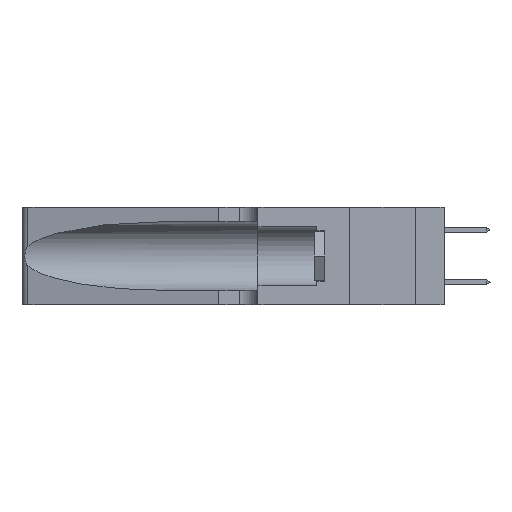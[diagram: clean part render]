
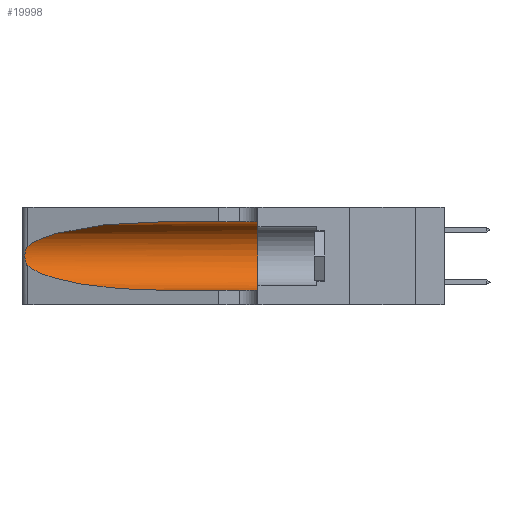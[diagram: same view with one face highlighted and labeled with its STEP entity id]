
A CAD part, left-side view. The second image highlights one B-rep face of the part: STEP entity #19998.
In plain terms, the highlighted cylindrical face has radius 3.308 mm (diameter 6.617 mm), a partial arc.
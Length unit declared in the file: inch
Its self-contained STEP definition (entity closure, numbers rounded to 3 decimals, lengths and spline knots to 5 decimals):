
#478 = DIRECTION ( 'NONE',  ( 0., -1., 0. ) ) ;
#754 = CIRCLE ( 'NONE', #16186, 0.13025 ) ;
#1148 = EDGE_CURVE ( 'NONE', #1323, #7022, #22356, .T. ) ;
#1290 = LINE ( 'NONE', #5265, #21120 ) ;
#1323 = VERTEX_POINT ( 'NONE', #2506 ) ;
#1948 = CARTESIAN_POINT ( 'NONE',  ( 0.25487, 1.22718, 0.14631 ) ) ;
#2506 = CARTESIAN_POINT ( 'NONE',  ( 0.25487, 1.22718, 0.22369 ) ) ;
#4305 = ORIENTED_EDGE ( 'NONE', *, *, #31790, .T. ) ;
#4495 = VERTEX_POINT ( 'NONE', #9335 ) ;
#5265 = CARTESIAN_POINT ( 'NONE',  ( 0.1305, 1.61858, 0.31525 ) ) ;
#5806 =( BOUNDED_CURVE ( )  B_SPLINE_CURVE ( 3, ( #23522, #10645, #28673, #13250 ),
 .UNSPECIFIED., .F., .T. ) 
 B_SPLINE_CURVE_WITH_KNOTS ( ( 4, 4 ),
 ( 3.44316, 4.71239 ),
 .UNSPECIFIED. ) 
 CURVE ( )  GEOMETRIC_REPRESENTATION_ITEM ( )  RATIONAL_B_SPLINE_CURVE ( ( 1., 0.87, 0.87, 1. ) ) 
 REPRESENTATION_ITEM ( '' )  );
#7022 = VERTEX_POINT ( 'NONE', #24994 ) ;
#7053 = CARTESIAN_POINT ( 'NONE',  ( 0.25854, 1.2359, 0.20912 ) ) ;
#9335 = CARTESIAN_POINT ( 'NONE',  ( 0.1305, 0.72297, 0.31525 ) ) ;
#9641 = CARTESIAN_POINT ( 'NONE',  ( 0.26075, 1.23896, 0.19203 ) ) ;
#10645 = CARTESIAN_POINT ( 'NONE',  ( 0.2373, 1.15595, 0.08982 ) ) ;
#11782 = CARTESIAN_POINT ( 'NONE',  ( 0.1305, 0.72297, 0.31525 ) ) ;
#11831 = DIRECTION ( 'NONE',  ( 0., 1., 0. ) ) ;
#11879 = EDGE_CURVE ( 'NONE', #26798, #21485, #15114, .T. ) ;
#11892 = CARTESIAN_POINT ( 'NONE',  ( 0.2373, 1.15595, 0.28018 ) ) ;
#12259 = CARTESIAN_POINT ( 'NONE',  ( 0.26017, 1.23833, 0.17102 ) ) ;
#12381 = DIRECTION ( 'NONE',  ( 0., 0., -1. ) ) ;
#12550 = ORIENTED_EDGE ( 'NONE', *, *, #22925, .F. ) ;
#13250 = CARTESIAN_POINT ( 'NONE',  ( 0.1305, 0.72297, 0.05475 ) ) ;
#14860 = CARTESIAN_POINT ( 'NONE',  ( 0.25789, 1.23486, 0.15765 ) ) ;
#15114 = LINE ( 'NONE', #18628, #31561 ) ;
#16186 = AXIS2_PLACEMENT_3D ( 'NONE', #27236, #11831, #29817 ) ;
#17341 = CARTESIAN_POINT ( 'NONE',  ( 0.25555, 1.22994, 0.2215 ) ) ;
#17455 = CARTESIAN_POINT ( 'NONE',  ( 0.25555, 1.22993, 0.14849 ) ) ;
#17699 = DIRECTION ( 'NONE',  ( 0., -1., 0. ) ) ;
#18628 = CARTESIAN_POINT ( 'NONE',  ( 0.1305, 1.61858, 0.05475 ) ) ;
#19509 = CARTESIAN_POINT ( 'NONE',  ( 0.1305, 0.35, 0.31525 ) ) ;
#19769 = VERTEX_POINT ( 'NONE', #19509 ) ;
#19941 = CARTESIAN_POINT ( 'NONE',  ( 0.25487, 1.22718, 0.22369 ) ) ;
#19998 = ADVANCED_FACE ( 'NONE', ( #30324 ), #29502, .F. ) ;
#21120 = VECTOR ( 'NONE', #23329, 39.37008 ) ;
#21216 = EDGE_CURVE ( 'NONE', #4495, #19769, #1290, .T. ) ;
#21485 = VERTEX_POINT ( 'NONE', #32142 ) ;
#22152 = CARTESIAN_POINT ( 'NONE',  ( 0.18966, 0.96281, 0.31525 ) ) ;
#22356 = B_SPLINE_CURVE_WITH_KNOTS ( 'NONE', 3,
 ( #19941, #17341, #30130, #22519, #7053, #25087, #9641, #27657, #12259, #30246, #14860, #32819, #17455, #1948 ),
 .UNSPECIFIED., .F., .F.,
 ( 4, 2, 2, 2, 2, 2, 4 ),
 ( 0., 0.00027, 0.00053, 0.00107, 0.0016, 0.00187, 0.00214 ),
 .UNSPECIFIED. ) ;
#22519 = CARTESIAN_POINT ( 'NONE',  ( 0.25787, 1.23484, 0.2124 ) ) ;
#22925 = EDGE_CURVE ( 'NONE', #19769, #21485, #754, .T. ) ;
#23154 = ORIENTED_EDGE ( 'NONE', *, *, #24181, .T. ) ;
#23329 = DIRECTION ( 'NONE',  ( 0., -1., 0. ) ) ;
#23522 = CARTESIAN_POINT ( 'NONE',  ( 0.25487, 1.22718, 0.14631 ) ) ;
#24159 = ORIENTED_EDGE ( 'NONE', *, *, #11879, .T. ) ;
#24181 = EDGE_CURVE ( 'NONE', #4495, #1323, #27265, .T. ) ;
#24994 = CARTESIAN_POINT ( 'NONE',  ( 0.25487, 1.22718, 0.14631 ) ) ;
#25087 = CARTESIAN_POINT ( 'NONE',  ( 0.26018, 1.23835, 0.19895 ) ) ;
#25155 = EDGE_LOOP ( 'NONE', ( #23154, #31681, #4305, #24159, #12550, #28491 ) ) ;
#26798 = VERTEX_POINT ( 'NONE', #30189 ) ;
#27236 = CARTESIAN_POINT ( 'NONE',  ( 0.1305, 0.35, 0.185 ) ) ;
#27265 =( BOUNDED_CURVE ( )  B_SPLINE_CURVE ( 3, ( #11782, #22152, #11892, #29883 ),
 .UNSPECIFIED., .F., .T. ) 
 B_SPLINE_CURVE_WITH_KNOTS ( ( 4, 4 ),
 ( 1.5708, 2.84003 ),
 .UNSPECIFIED. ) 
 CURVE ( )  GEOMETRIC_REPRESENTATION_ITEM ( )  RATIONAL_B_SPLINE_CURVE ( ( 1., 0.87, 0.87, 1. ) ) 
 REPRESENTATION_ITEM ( '' )  );
#27657 = CARTESIAN_POINT ( 'NONE',  ( 0.26075, 1.23896, 0.178 ) ) ;
#27903 = CARTESIAN_POINT ( 'NONE',  ( 0.1305, 1.61858, 0.185 ) ) ;
#28491 = ORIENTED_EDGE ( 'NONE', *, *, #21216, .F. ) ;
#28673 = CARTESIAN_POINT ( 'NONE',  ( 0.18966, 0.96281, 0.05475 ) ) ;
#29502 = CYLINDRICAL_SURFACE ( 'NONE', #30088, 0.13025 ) ;
#29817 = DIRECTION ( 'NONE',  ( 0., 0., 1. ) ) ;
#29883 = CARTESIAN_POINT ( 'NONE',  ( 0.25487, 1.22718, 0.22369 ) ) ;
#30088 = AXIS2_PLACEMENT_3D ( 'NONE', #27903, #17699, #12381 ) ;
#30130 = CARTESIAN_POINT ( 'NONE',  ( 0.25639, 1.23184, 0.21858 ) ) ;
#30189 = CARTESIAN_POINT ( 'NONE',  ( 0.1305, 0.72297, 0.05475 ) ) ;
#30246 = CARTESIAN_POINT ( 'NONE',  ( 0.25856, 1.23593, 0.16098 ) ) ;
#30324 = FACE_OUTER_BOUND ( 'NONE', #25155, .T. ) ;
#31561 = VECTOR ( 'NONE', #478, 39.37008 ) ;
#31681 = ORIENTED_EDGE ( 'NONE', *, *, #1148, .T. ) ;
#31790 = EDGE_CURVE ( 'NONE', #7022, #26798, #5806, .T. ) ;
#32142 = CARTESIAN_POINT ( 'NONE',  ( 0.1305, 0.35, 0.05475 ) ) ;
#32819 = CARTESIAN_POINT ( 'NONE',  ( 0.25639, 1.23186, 0.15144 ) ) ;
